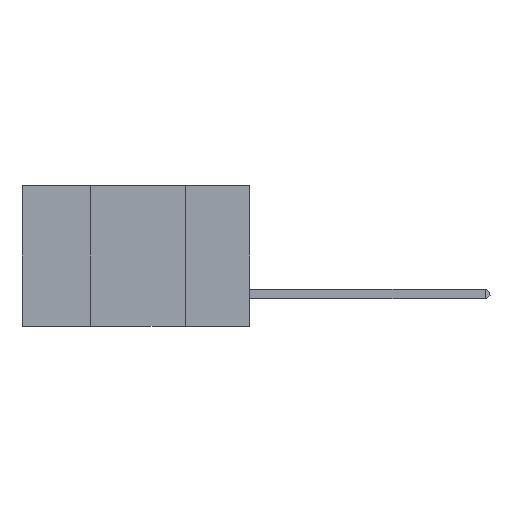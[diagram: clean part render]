
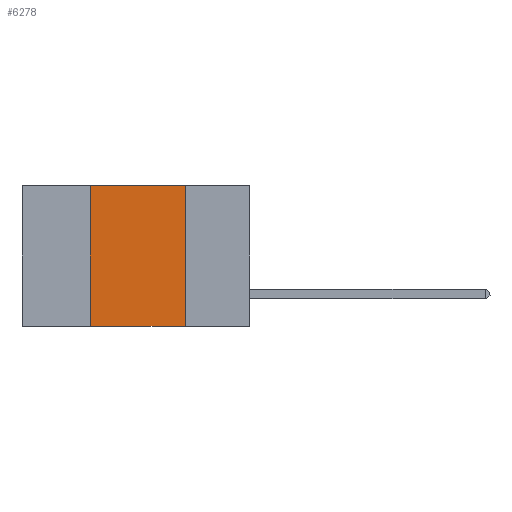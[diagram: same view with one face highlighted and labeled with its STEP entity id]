
A CAD part, left-side view. The second image highlights one B-rep face of the part: STEP entity #6278.
In plain terms, the highlighted planar face has unit normal (-1, 0, 0).
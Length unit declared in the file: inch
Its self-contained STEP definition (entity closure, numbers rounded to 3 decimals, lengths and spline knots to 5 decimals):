
#387 = LINE ( 'NONE', #1920, #3387 ) ;
#1242 = DIRECTION ( 'NONE',  ( 0., 0., -1. ) ) ;
#1481 = CARTESIAN_POINT ( 'NONE',  ( 0., 0.42, 0. ) ) ;
#1833 = CARTESIAN_POINT ( 'NONE',  ( 0., 0.42, -0.37 ) ) ;
#1920 = CARTESIAN_POINT ( 'NONE',  ( 0., 0.6, 0. ) ) ;
#2056 = VERTEX_POINT ( 'NONE', #10136 ) ;
#2214 = EDGE_CURVE ( 'NONE', #13334, #7240, #387, .T. ) ;
#2290 = CARTESIAN_POINT ( 'NONE',  ( 0., 0.6, 0. ) ) ;
#2571 = AXIS2_PLACEMENT_3D ( 'NONE', #2290, #7339, #1242 ) ;
#2918 = DIRECTION ( 'NONE',  ( 0., -1., 0. ) ) ;
#3248 = EDGE_LOOP ( 'NONE', ( #11043, #14712, #13345, #12519 ) ) ;
#3387 = VECTOR ( 'NONE', #12949, 39.37008 ) ;
#3481 = VERTEX_POINT ( 'NONE', #1833 ) ;
#4009 = DIRECTION ( 'NONE',  ( 0., 0., -1. ) ) ;
#4103 = CARTESIAN_POINT ( 'NONE',  ( 0., 0.17, 0. ) ) ;
#4887 = EDGE_CURVE ( 'NONE', #7240, #2056, #14882, .T. ) ;
#5518 = VECTOR ( 'NONE', #11246, 39.37008 ) ;
#6278 = ADVANCED_FACE ( 'NONE', ( #13369 ), #11985, .F. ) ;
#7179 = EDGE_CURVE ( 'NONE', #3481, #13334, #13138, .T. ) ;
#7240 = VERTEX_POINT ( 'NONE', #11565 ) ;
#7339 = DIRECTION ( 'NONE',  ( 1., 0., 0. ) ) ;
#9982 = VECTOR ( 'NONE', #4009, 39.37008 ) ;
#10136 = CARTESIAN_POINT ( 'NONE',  ( 0., 0.17, -0.37 ) ) ;
#10226 = CARTESIAN_POINT ( 'NONE',  ( 0., 0.6, -0.37 ) ) ;
#10894 = CARTESIAN_POINT ( 'NONE',  ( 0., 0.42, 0. ) ) ;
#11043 = ORIENTED_EDGE ( 'NONE', *, *, #4887, .F. ) ;
#11246 = DIRECTION ( 'NONE',  ( 0., 0., 1. ) ) ;
#11565 = CARTESIAN_POINT ( 'NONE',  ( 0., 0.17, 0. ) ) ;
#11953 = EDGE_CURVE ( 'NONE', #3481, #2056, #13839, .T. ) ;
#11985 = PLANE ( 'NONE',  #2571 ) ;
#12519 = ORIENTED_EDGE ( 'NONE', *, *, #11953, .T. ) ;
#12949 = DIRECTION ( 'NONE',  ( 0., -1., 0. ) ) ;
#13138 = LINE ( 'NONE', #1481, #5518 ) ;
#13334 = VERTEX_POINT ( 'NONE', #10894 ) ;
#13345 = ORIENTED_EDGE ( 'NONE', *, *, #7179, .F. ) ;
#13369 = FACE_OUTER_BOUND ( 'NONE', #3248, .T. ) ;
#13654 = VECTOR ( 'NONE', #2918, 39.37008 ) ;
#13839 = LINE ( 'NONE', #10226, #13654 ) ;
#14712 = ORIENTED_EDGE ( 'NONE', *, *, #2214, .F. ) ;
#14882 = LINE ( 'NONE', #4103, #9982 ) ;
